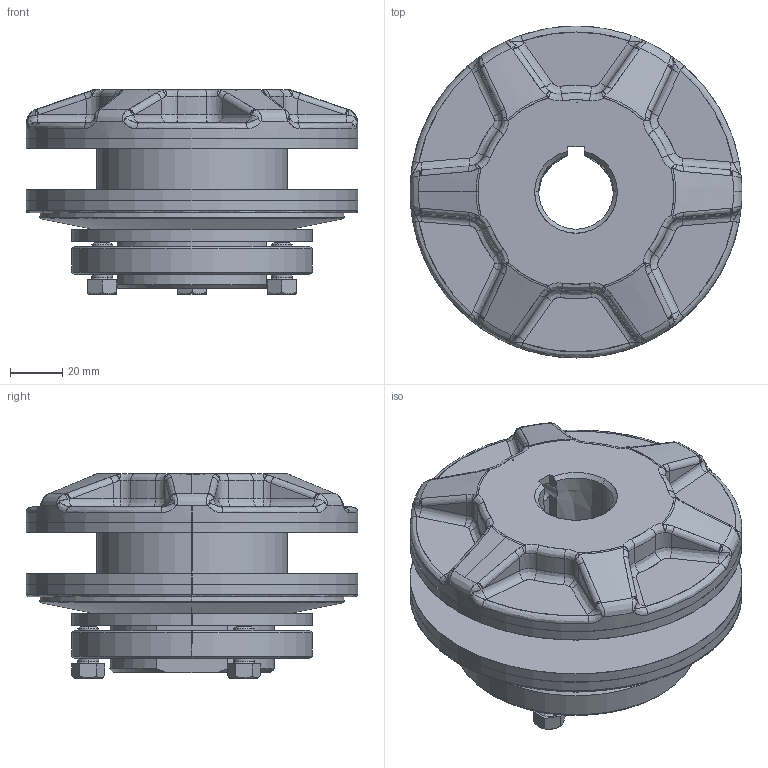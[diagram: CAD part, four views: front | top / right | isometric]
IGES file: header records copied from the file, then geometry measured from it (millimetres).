
Start section: SolidWorks IGES file using analytic representation for surfaces
Global section: file name: 50DEFAU081351725739.igs; native system: SolidWorks 2017; preprocessor: SolidWorks 2017; author: partstream; date: 170813.051736; units: inch
Bounding box: 127 x 127 x 78.3 mm (x, y, z)
Surface area: 156762.6 mm2 (no closed solid volume)
Topology: 0 solids, 0 shells, 434 faces, 5363 edges, 5357 vertices
Faces by surface type: bspline 290, revolution 144
